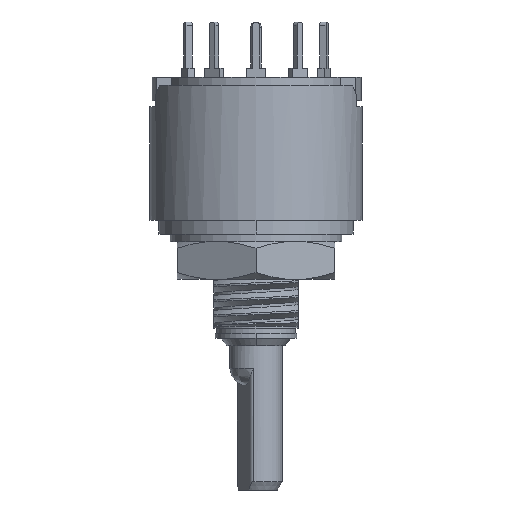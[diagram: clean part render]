
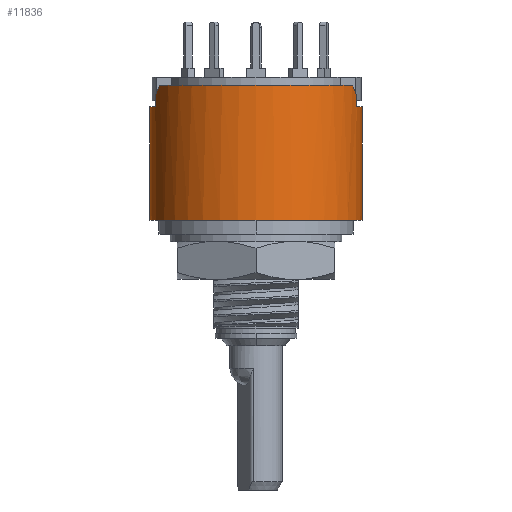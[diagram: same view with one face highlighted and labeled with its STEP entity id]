
A CAD part, front view. The second image highlights one B-rep face of the part: STEP entity #11836.
In plain terms, the highlighted cylindrical face has radius 6.413 mm (diameter 12.827 mm), a partial arc.
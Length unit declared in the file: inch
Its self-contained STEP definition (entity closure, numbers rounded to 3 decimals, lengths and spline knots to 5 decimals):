
#7798=CARTESIAN_POINT('',(0.,0.,-0.053));
#7799=DIRECTION('',(0.,0.,1.));
#7800=DIRECTION('',(-1.,0.,0.));
#7801=AXIS2_PLACEMENT_3D('',#7798,#7799,#7800);
#7918=DIRECTION('',(0.,0.,-1.));
#7919=VECTOR('',#7918,0.027);
#7920=CARTESIAN_POINT('',(0.23949,-0.08,0.244));
#7921=LINE('',#7920,#7919);
#7922=DIRECTION('',(0.,0.,1.));
#7923=VECTOR('',#7922,0.27);
#7924=CARTESIAN_POINT('',(-0.2525,0.,-0.053));
#7925=LINE('',#7924,#7923);
#7926=DIRECTION('',(0.,0.,1.));
#7927=VECTOR('',#7926,0.027);
#7928=CARTESIAN_POINT('',(-0.23949,-0.08,0.217));
#7929=LINE('',#7928,#7927);
#7930=CARTESIAN_POINT('',(-0.22963,-0.105,0.269));
#7931=CARTESIAN_POINT('',(-0.2334,-0.09676,
0.26076));
#7932=CARTESIAN_POINT('',(-0.23668,-0.08843,
0.25243));
#7933=CARTESIAN_POINT('',(-0.23949,-0.08,0.244));
#7943=CARTESIAN_POINT('',(0.,0.,0.269));
#7944=DIRECTION('',(0.,0.,-1.));
#7945=DIRECTION('',(0.909,-0.416,0.));
#7946=AXIS2_PLACEMENT_3D('',#7943,#7944,#7945);
#7961=CARTESIAN_POINT('',(0.23949,-0.08,0.244));
#7962=CARTESIAN_POINT('',(0.23668,-0.08843,
0.25243));
#7963=CARTESIAN_POINT('',(0.2334,-0.09676,
0.26076));
#7964=CARTESIAN_POINT('',(0.22963,-0.105,0.269));
#7993=CARTESIAN_POINT('',(0.,0.,0.217));
#7994=DIRECTION('',(0.,0.,-1.));
#7995=DIRECTION('',(-0.948,-0.317,0.));
#7996=AXIS2_PLACEMENT_3D('',#7993,#7994,#7995);
#8021=CARTESIAN_POINT('',(0.,0.,0.217));
#8022=DIRECTION('',(0.,0.,-1.));
#8023=DIRECTION('',(1.,0.,0.));
#8024=AXIS2_PLACEMENT_3D('',#8021,#8022,#8023);
#8082=DIRECTION('',(0.,0.,1.));
#8083=VECTOR('',#8082,0.27);
#8084=CARTESIAN_POINT('',(0.2525,0.,-0.053));
#8085=LINE('',#8084,#8083);
#9947=CARTESIAN_POINT('',(0.22963,-0.105,0.269));
#9949=VERTEX_POINT('',#9947);
#9950=CARTESIAN_POINT('',(-0.22963,-0.105,0.269));
#9951=VERTEX_POINT('',#9950);
#9963=CARTESIAN_POINT('',(0.2525,0.,0.217));
#9965=VERTEX_POINT('',#9963);
#9971=CARTESIAN_POINT('',(-0.2525,0.,0.217));
#9972=VERTEX_POINT('',#9971);
#9973=CARTESIAN_POINT('',(-0.2525,0.,-0.053));
#9974=VERTEX_POINT('',#9973);
#9975=CARTESIAN_POINT('',(0.2525,0.,-0.053));
#9976=VERTEX_POINT('',#9975);
#10123=VERTEX_POINT('',#7933);
#10124=VERTEX_POINT('',#7961);
#10125=CARTESIAN_POINT('',(0.23949,-0.08,0.217));
#10126=VERTEX_POINT('',#10125);
#10127=CARTESIAN_POINT('',(-0.23949,-0.08,0.217));
#10128=VERTEX_POINT('',#10127);
#11810=CARTESIAN_POINT('',(0.,0.,-0.33895));
#11811=DIRECTION('',(0.,0.,1.));
#11812=DIRECTION('',(-1.,0.,0.));
#11813=AXIS2_PLACEMENT_3D('',#11810,#11811,#11812);
#11814=CYLINDRICAL_SURFACE('',#11813,0.2525);
#11816=ORIENTED_EDGE('',*,*,#11815,.F.);
#11818=ORIENTED_EDGE('',*,*,#11817,.F.);
#11820=ORIENTED_EDGE('',*,*,#11819,.F.);
#11822=ORIENTED_EDGE('',*,*,#11821,.T.);
#11824=ORIENTED_EDGE('',*,*,#11823,.F.);
#11826=ORIENTED_EDGE('',*,*,#11825,.F.);
#11827=ORIENTED_EDGE('',*,*,#11748,.F.);
#11829=ORIENTED_EDGE('',*,*,#11828,.T.);
#11831=ORIENTED_EDGE('',*,*,#11830,.F.);
#11833=ORIENTED_EDGE('',*,*,#11832,.T.);
#11834=EDGE_LOOP('',(#11816,#11818,#11820,#11822,#11824,#11826,#11827,#11829,
#11831,#11833));
#11835=FACE_OUTER_BOUND('',#11834,.F.);
#11836=ADVANCED_FACE('',(#11835),#11814,.T.);
#7802=CIRCLE('',#7801,0.2525);
#7934=B_SPLINE_CURVE_WITH_KNOTS('',3,(#7930,#7931,#7932,#7933),.UNSPECIFIED.,
.F.,.F.,(4,4),(0.,1.),.UNSPECIFIED.);
#7947=CIRCLE('',#7946,0.2525);
#7965=B_SPLINE_CURVE_WITH_KNOTS('',3,(#7961,#7962,#7963,#7964),.UNSPECIFIED.,
.F.,.F.,(4,4),(0.,1.),.UNSPECIFIED.);
#7997=CIRCLE('',#7996,0.2525);
#8025=CIRCLE('',#8024,0.2525);
#11748=EDGE_CURVE('',#9974,#9976,#7802,.T.);
#11815=EDGE_CURVE('',#9951,#10123,#7934,.T.);
#11817=EDGE_CURVE('',#9949,#9951,#7947,.T.);
#11819=EDGE_CURVE('',#10124,#9949,#7965,.T.);
#11821=EDGE_CURVE('',#10124,#10126,#7921,.T.);
#11823=EDGE_CURVE('',#9965,#10126,#8025,.T.);
#11825=EDGE_CURVE('',#9976,#9965,#8085,.T.);
#11828=EDGE_CURVE('',#9974,#9972,#7925,.T.);
#11830=EDGE_CURVE('',#10128,#9972,#7997,.T.);
#11832=EDGE_CURVE('',#10128,#10123,#7929,.T.);
